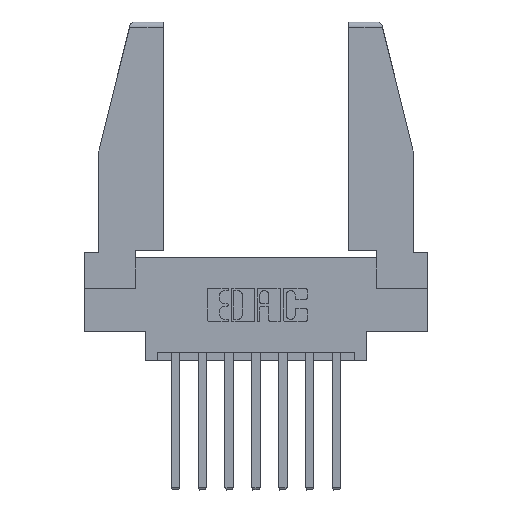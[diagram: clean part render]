
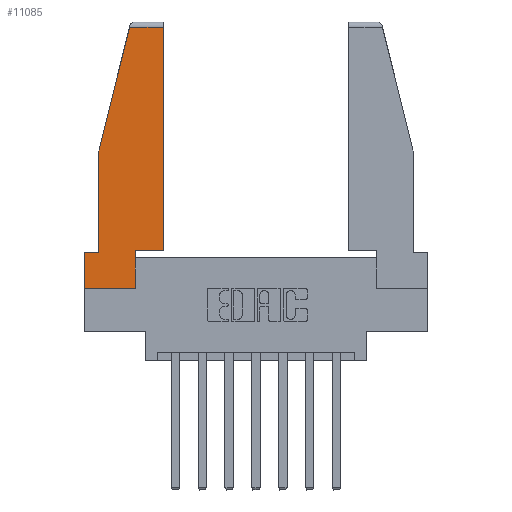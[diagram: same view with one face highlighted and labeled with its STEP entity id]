
A CAD part, top view. The second image highlights one B-rep face of the part: STEP entity #11085.
In plain terms, the highlighted planar face has unit normal (0, 0, 1).
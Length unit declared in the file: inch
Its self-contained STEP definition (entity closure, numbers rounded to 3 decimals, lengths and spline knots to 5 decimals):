
#13 = DIRECTION ( 'NONE',  ( 0., 1., 0. ) ) ;
#125 = EDGE_CURVE ( 'NONE', #8945, #3561, #3871, .T. ) ;
#209 = CARTESIAN_POINT ( 'NONE',  ( 0.2636, 1.52, 0. ) ) ;
#372 = CARTESIAN_POINT ( 'NONE',  ( 0.086, 0.8, 0. ) ) ;
#1075 = VERTEX_POINT ( 'NONE', #372 ) ;
#1105 = VERTEX_POINT ( 'NONE', #2323 ) ;
#1138 = CARTESIAN_POINT ( 'NONE',  ( 0.297, 0., 0. ) ) ;
#1210 = CARTESIAN_POINT ( 'NONE',  ( 0.461, 1.52, 0. ) ) ;
#1246 = EDGE_CURVE ( 'NONE', #5862, #6378, #11176, .T. ) ;
#1278 = CARTESIAN_POINT ( 'NONE',  ( 0.461, 0.223, 0. ) ) ;
#1341 = VECTOR ( 'NONE', #4766, 39.37008 ) ;
#1409 = LINE ( 'NONE', #9256, #10534 ) ;
#1631 = CARTESIAN_POINT ( 'NONE',  ( 0., 0.21, 0. ) ) ;
#1654 = LINE ( 'NONE', #1138, #11508 ) ;
#1763 = ORIENTED_EDGE ( 'NONE', *, *, #4404, .T. ) ;
#1776 = CARTESIAN_POINT ( 'NONE',  ( 0., 0., 0. ) ) ;
#1876 = EDGE_LOOP ( 'NONE', ( #10608, #3506, #11739, #9047, #6451, #8446, #4577, #1763, #4438 ) ) ;
#1946 = VERTEX_POINT ( 'NONE', #9961 ) ;
#2124 = CARTESIAN_POINT ( 'NONE',  ( 0.297, 0.223, 0. ) ) ;
#2323 = CARTESIAN_POINT ( 'NONE',  ( 0.297, 0., 0. ) ) ;
#2501 = EDGE_CURVE ( 'NONE', #3561, #1105, #1409, .T. ) ;
#2703 = VECTOR ( 'NONE', #4789, 39.37008 ) ;
#2842 = CARTESIAN_POINT ( 'NONE',  ( 0.271, 1.55, 0. ) ) ;
#3093 = DIRECTION ( 'NONE',  ( -1., 0., 0. ) ) ;
#3217 = DIRECTION ( 'NONE',  ( 0., 0., 1. ) ) ;
#3480 = VERTEX_POINT ( 'NONE', #4527 ) ;
#3506 = ORIENTED_EDGE ( 'NONE', *, *, #1246, .T. ) ;
#3561 = VERTEX_POINT ( 'NONE', #1776 ) ;
#3661 = AXIS2_PLACEMENT_3D ( 'NONE', #10856, #3217, #9752 ) ;
#3761 = VERTEX_POINT ( 'NONE', #1278 ) ;
#3811 = VECTOR ( 'NONE', #13, 39.37008 ) ;
#3871 = LINE ( 'NONE', #9427, #1341 ) ;
#3969 = EDGE_CURVE ( 'NONE', #6378, #1075, #5857, .T. ) ;
#4031 = DIRECTION ( 'NONE',  ( 0., 1., 0. ) ) ;
#4404 = EDGE_CURVE ( 'NONE', #1105, #1946, #1654, .T. ) ;
#4438 = ORIENTED_EDGE ( 'NONE', *, *, #5759, .T. ) ;
#4527 = CARTESIAN_POINT ( 'NONE',  ( 0.086, 0.21, 0. ) ) ;
#4577 = ORIENTED_EDGE ( 'NONE', *, *, #2501, .T. ) ;
#4766 = DIRECTION ( 'NONE',  ( 0., -1., 0. ) ) ;
#4789 = DIRECTION ( 'NONE',  ( -0.239, -0.971, 0. ) ) ;
#5255 = VECTOR ( 'NONE', #11641, 39.37008 ) ;
#5759 = EDGE_CURVE ( 'NONE', #1946, #3761, #9439, .T. ) ;
#5857 = LINE ( 'NONE', #2842, #2703 ) ;
#5862 = VERTEX_POINT ( 'NONE', #1210 ) ;
#5964 = CARTESIAN_POINT ( 'NONE',  ( 0., 0.21, 0. ) ) ;
#6368 = DIRECTION ( 'NONE',  ( 1., 0., 0. ) ) ;
#6378 = VERTEX_POINT ( 'NONE', #209 ) ;
#6451 = ORIENTED_EDGE ( 'NONE', *, *, #9980, .T. ) ;
#6601 = EDGE_CURVE ( 'NONE', #1075, #3480, #10021, .T. ) ;
#6879 = LINE ( 'NONE', #1631, #10463 ) ;
#7028 = PLANE ( 'NONE',  #3661 ) ;
#7384 = DIRECTION ( 'NONE',  ( -1., 0., 0. ) ) ;
#7828 = EDGE_CURVE ( 'NONE', #3761, #5862, #10705, .T. ) ;
#8446 = ORIENTED_EDGE ( 'NONE', *, *, #125, .T. ) ;
#8625 = VECTOR ( 'NONE', #3093, 39.37008 ) ;
#8704 = DIRECTION ( 'NONE',  ( 0., -1., 0. ) ) ;
#8945 = VERTEX_POINT ( 'NONE', #5964 ) ;
#9047 = ORIENTED_EDGE ( 'NONE', *, *, #6601, .T. ) ;
#9256 = CARTESIAN_POINT ( 'NONE',  ( 0., 0., 0. ) ) ;
#9419 = VECTOR ( 'NONE', #8704, 39.37008 ) ;
#9427 = CARTESIAN_POINT ( 'NONE',  ( 0., 0.21, 0. ) ) ;
#9439 = LINE ( 'NONE', #2124, #5255 ) ;
#9752 = DIRECTION ( 'NONE',  ( 1., 0., 0. ) ) ;
#9961 = CARTESIAN_POINT ( 'NONE',  ( 0.297, 0.223, 0. ) ) ;
#9980 = EDGE_CURVE ( 'NONE', #3480, #8945, #6879, .T. ) ;
#10021 = LINE ( 'NONE', #11367, #9419 ) ;
#10463 = VECTOR ( 'NONE', #7384, 39.37008 ) ;
#10534 = VECTOR ( 'NONE', #6368, 39.37008 ) ;
#10543 = CARTESIAN_POINT ( 'NONE',  ( 0.461, 0.223, 0. ) ) ;
#10608 = ORIENTED_EDGE ( 'NONE', *, *, #7828, .T. ) ;
#10613 = CARTESIAN_POINT ( 'NONE',  ( 0., 1.52, 0. ) ) ;
#10705 = LINE ( 'NONE', #10543, #3811 ) ;
#10856 = CARTESIAN_POINT ( 'NONE',  ( 0., 0., 0. ) ) ;
#11085 = ADVANCED_FACE ( 'NONE', ( #12084 ), #7028, .T. ) ;
#11176 = LINE ( 'NONE', #10613, #8625 ) ;
#11367 = CARTESIAN_POINT ( 'NONE',  ( 0.086, 0.8, 0. ) ) ;
#11508 = VECTOR ( 'NONE', #4031, 39.37008 ) ;
#11641 = DIRECTION ( 'NONE',  ( 1., 0., 0. ) ) ;
#11739 = ORIENTED_EDGE ( 'NONE', *, *, #3969, .T. ) ;
#12084 = FACE_OUTER_BOUND ( 'NONE', #1876, .T. ) ;
